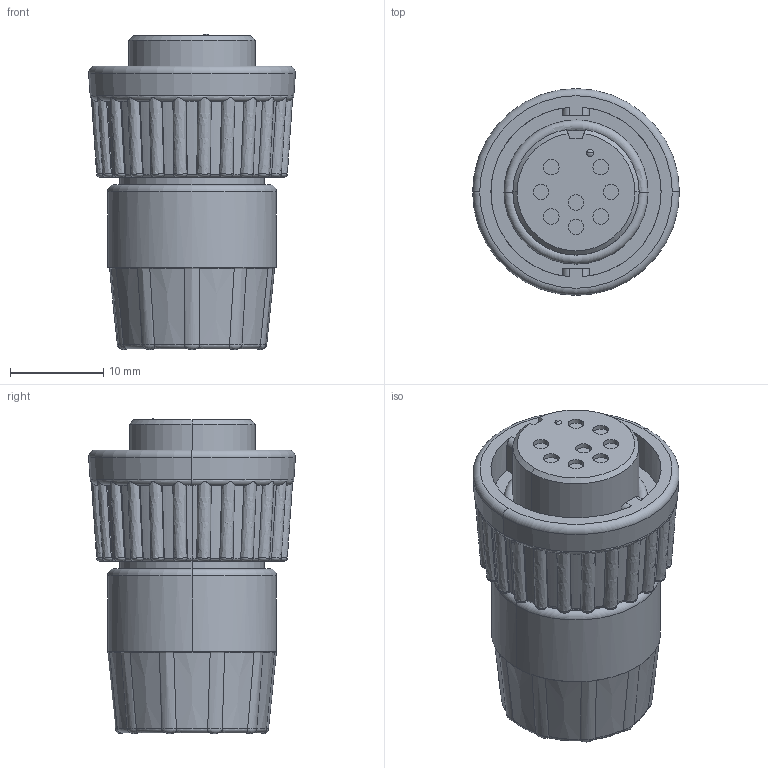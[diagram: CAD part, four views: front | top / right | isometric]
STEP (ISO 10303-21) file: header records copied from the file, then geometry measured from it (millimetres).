
FILE_DESCRIPTION (( 'STEP AP203' ), '1' );
FILE_NAME ('3280-8SG-318.STEP', '2016-05-12T13:37:13', ( '' ), ( '' ), 'SwSTEP 2.0', 'SolidWorks 2014', '' );
FILE_SCHEMA (( 'CONFIG_CONTROL_DESIGN' ));
Length unit declared in the file: inch
Products named in the file (1): 3280-8SG-318
Bounding box: 22.22 x 22.22 x 33.88 mm (x, y, z)
Volume: 8287.2 mm3; surface area: 3448.3 mm2
Topology: 1 solids, 1 shells, 299 faces, 799 edges, 518 vertices
Faces by surface type: bspline 82, torus 75, plane 61, cone 41, cylinder 38, sphere 2
Entity records: 12890 total; most frequent: CARTESIAN_POINT 6221, ORIENTED_EDGE 1598, DIRECTION 1119, EDGE_CURVE 799, VERTEX_POINT 518, AXIS2_PLACEMENT_3D 512, B_SPLINE_CURVE_WITH_KNOTS 410, EDGE_LOOP 315
